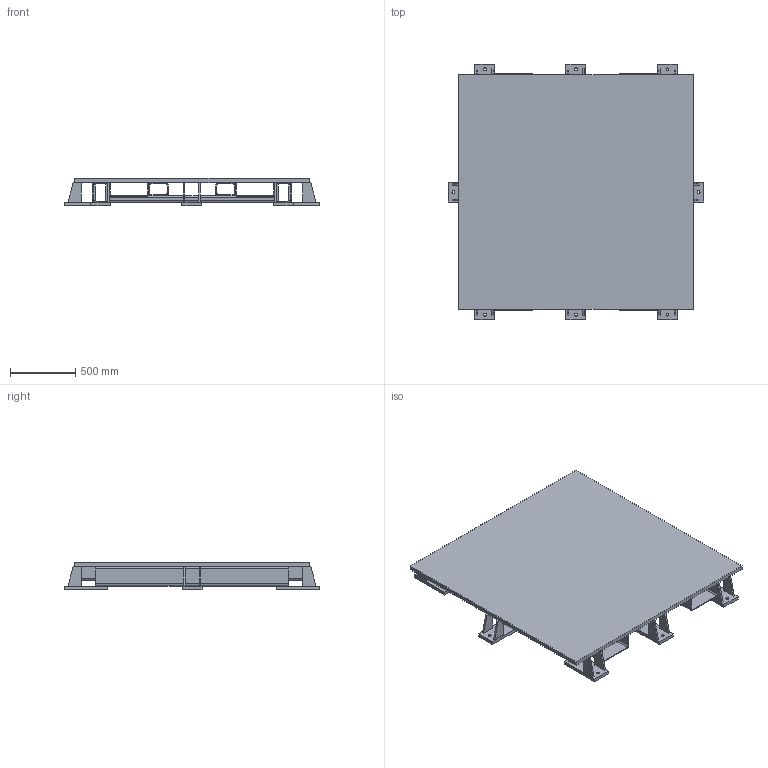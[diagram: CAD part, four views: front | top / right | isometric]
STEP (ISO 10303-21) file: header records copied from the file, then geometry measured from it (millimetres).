
FILE_DESCRIPTION(/* description */ (''),/* implementation_level */ '2;1');
FILE_NAME(/* name */ 'ASB1818.stp',/* time_stamp */ '2017-10-04T12:30:59-04:00',/* author */ (''),/* organization */ (''),/* preprocessor_version */ 'ST-DEVELOPER v15',/* originating_system */ 'SIEMENS PLM Software NX 9.0',/* authorisation */ '');
FILE_SCHEMA (('AUTOMOTIVE_DESIGN { 1 0 10303 214 3 1 1 1 }'));
Length unit declared in the file: millimetre
Products named in the file (1): nome1AAC8A8Aasbz
Bounding box: 1959.2 x 1960 x 210 mm (x, y, z)
Volume: 153326791.5 mm3; surface area: 16689653.5 mm2
Topology: 2 solids, 2 shells, 342 faces, 988 edges, 628 vertices
Faces by surface type: plane 262, cylinder 80
Full cylindrical faces by diameter (mm): 22.376 x8
Entity records: 11157 total; most frequent: ORIENTED_EDGE 1960, CARTESIAN_POINT 1951, DIRECTION 1826, EDGE_CURVE 980, LINE 820, VECTOR 820, VERTEX_POINT 628, AXIS2_PLACEMENT_3D 503
